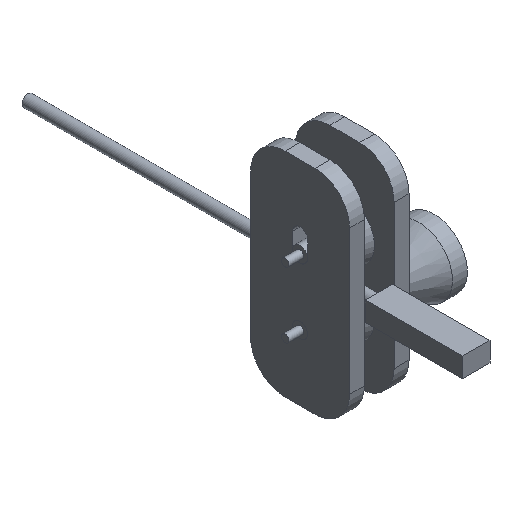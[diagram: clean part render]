
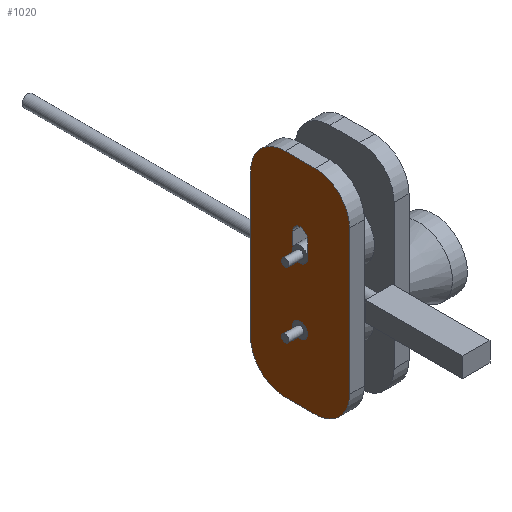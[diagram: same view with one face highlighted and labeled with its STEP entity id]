
A CAD part, isometric view. The second image highlights one B-rep face of the part: STEP entity #1020.
In plain terms, the highlighted planar face has unit normal (-1, 0, 0).
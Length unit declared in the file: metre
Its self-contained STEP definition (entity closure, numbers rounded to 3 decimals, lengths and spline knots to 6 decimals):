
#64=LINE('',#1662,#124);
#68=LINE('',#1671,#128);
#74=LINE('',#1685,#134);
#76=LINE('',#1689,#136);
#81=LINE('',#1704,#141);
#86=LINE('',#1723,#146);
#124=VECTOR('',#1303,1.);
#128=VECTOR('',#1309,1.);
#134=VECTOR('',#1317,1.);
#136=VECTOR('',#1321,1.);
#141=VECTOR('',#1334,1.);
#146=VECTOR('',#1353,1.);
#186=PLANE('',#1146);
#272=ORIENTED_EDGE('',*,*,#501,.T.);
#273=ORIENTED_EDGE('',*,*,#513,.T.);
#274=ORIENTED_EDGE('',*,*,#508,.F.);
#275=ORIENTED_EDGE('',*,*,#505,.T.);
#276=ORIENTED_EDGE('',*,*,#512,.T.);
#277=ORIENTED_EDGE('',*,*,#499,.F.);
#278=ORIENTED_EDGE('',*,*,#523,.T.);
#279=ORIENTED_EDGE('',*,*,#493,.F.);
#280=ORIENTED_EDGE('',*,*,#524,.T.);
#281=ORIENTED_EDGE('',*,*,#489,.T.);
#282=ORIENTED_EDGE('',*,*,#525,.T.);
#283=ORIENTED_EDGE('',*,*,#517,.T.);
#284=ORIENTED_EDGE('',*,*,#526,.T.);
#489=EDGE_CURVE('',#624,#625,#64,.T.);
#493=EDGE_CURVE('',#628,#629,#68,.T.);
#499=EDGE_CURVE('',#634,#635,#74,.T.);
#501=EDGE_CURVE('',#636,#637,#76,.T.);
#505=EDGE_CURVE('',#640,#636,#715,.T.);
#508=EDGE_CURVE('',#640,#642,#81,.T.);
#512=EDGE_CURVE('',#645,#645,#718,.T.);
#513=EDGE_CURVE('',#637,#642,#719,.T.);
#517=EDGE_CURVE('',#649,#648,#86,.T.);
#523=EDGE_CURVE('',#634,#629,#725,.F.);
#524=EDGE_CURVE('',#628,#624,#726,.F.);
#525=EDGE_CURVE('',#625,#649,#727,.F.);
#526=EDGE_CURVE('',#648,#635,#728,.F.);
#624=VERTEX_POINT('',#1663);
#625=VERTEX_POINT('',#1664);
#628=VERTEX_POINT('',#1672);
#629=VERTEX_POINT('',#1673);
#634=VERTEX_POINT('',#1684);
#635=VERTEX_POINT('',#1686);
#636=VERTEX_POINT('',#1690);
#637=VERTEX_POINT('',#1691);
#640=VERTEX_POINT('',#1699);
#642=VERTEX_POINT('',#1705);
#645=VERTEX_POINT('',#1713);
#648=VERTEX_POINT('',#1722);
#649=VERTEX_POINT('',#1724);
#715=CIRCLE('',#1131,0.003175);
#718=CIRCLE('',#1136,0.003175);
#719=CIRCLE('',#1138,0.003175);
#725=CIRCLE('',#1147,0.014727);
#726=CIRCLE('',#1148,0.014727);
#727=CIRCLE('',#1149,0.014727);
#728=CIRCLE('',#1150,0.014727);
#815=EDGE_LOOP('',(#272,#273,#274,#275));
#816=EDGE_LOOP('',(#276));
#817=EDGE_LOOP('',(#277,#278,#279,#280,#281,#282,#283,#284));
#901=FACE_BOUND('',#815,.T.);
#902=FACE_BOUND('',#816,.T.);
#903=FACE_BOUND('',#817,.T.);
#1020=ADVANCED_FACE('',(#901,#902,#903),#186,.F.);
#1131=AXIS2_PLACEMENT_3D('',#1698,#1327,#1328);
#1136=AXIS2_PLACEMENT_3D('',#1712,#1341,#1342);
#1138=AXIS2_PLACEMENT_3D('',#1715,#1345,#1346);
#1146=AXIS2_PLACEMENT_3D('',#1731,#1365,#1366);
#1147=AXIS2_PLACEMENT_3D('',#1732,#1367,#1368);
#1148=AXIS2_PLACEMENT_3D('',#1733,#1369,#1370);
#1149=AXIS2_PLACEMENT_3D('',#1734,#1371,#1372);
#1150=AXIS2_PLACEMENT_3D('',#1735,#1373,#1374);
#1303=DIRECTION('',(0.,1.,0.));
#1309=DIRECTION('',(0.,0.,-1.));
#1317=DIRECTION('',(0.,1.,0.));
#1321=DIRECTION('',(0.,0.,-1.));
#1327=DIRECTION('',(1.,0.,0.));
#1328=DIRECTION('',(0.,0.,-1.));
#1334=DIRECTION('',(0.,0.,-1.));
#1341=DIRECTION('',(1.,0.,0.));
#1342=DIRECTION('',(0.,0.,-1.));
#1345=DIRECTION('',(1.,0.,0.));
#1346=DIRECTION('',(0.,0.,-1.));
#1353=DIRECTION('',(0.,0.,-1.));
#1365=DIRECTION('',(1.,0.,0.));
#1366=DIRECTION('',(0.,1.,0.));
#1367=DIRECTION('',(1.,0.,0.));
#1368=DIRECTION('',(0.,0.,-1.));
#1369=DIRECTION('',(1.,0.,0.));
#1370=DIRECTION('',(0.,0.,-1.));
#1371=DIRECTION('',(1.,0.,0.));
#1372=DIRECTION('',(0.,0.,-1.));
#1373=DIRECTION('',(1.,0.,0.));
#1374=DIRECTION('',(0.,0.,-1.));
#1662=CARTESIAN_POINT('',(0.,0.,0.045468));
#1663=CARTESIAN_POINT('',(0.,-0.006382,0.045468));
#1664=CARTESIAN_POINT('',(0.,0.006382,0.045468));
#1671=CARTESIAN_POINT('',(0.,-0.021108,0.));
#1672=CARTESIAN_POINT('',(0.,-0.021108,0.030742));
#1673=CARTESIAN_POINT('',(0.,-0.021108,-0.030742));
#1684=CARTESIAN_POINT('',(0.,-0.006382,-0.045468));
#1685=CARTESIAN_POINT('',(0.,0.,-0.045468));
#1686=CARTESIAN_POINT('',(0.,0.006382,-0.045468));
#1689=CARTESIAN_POINT('',(0.,-0.003175,0.01394));
#1690=CARTESIAN_POINT('',(0.,-0.003175,0.01745));
#1691=CARTESIAN_POINT('',(0.,-0.003175,0.01043));
#1698=CARTESIAN_POINT('',(0.,0.,0.01745));
#1699=CARTESIAN_POINT('',(0.,0.003175,0.01745));
#1704=CARTESIAN_POINT('',(0.,0.003175,0.01394));
#1705=CARTESIAN_POINT('',(0.,0.003175,0.01043));
#1712=CARTESIAN_POINT('',(0.,0.,-0.01745));
#1713=CARTESIAN_POINT('',(0.,0.,-0.020625));
#1715=CARTESIAN_POINT('',(0.,0.,0.01043));
#1722=CARTESIAN_POINT('',(0.,0.021108,-0.030742));
#1723=CARTESIAN_POINT('',(0.,0.021108,0.));
#1724=CARTESIAN_POINT('',(0.,0.021108,0.030742));
#1731=CARTESIAN_POINT('',(0.,0.,0.));
#1732=CARTESIAN_POINT('',(0.,-0.006382,-0.030742));
#1733=CARTESIAN_POINT('',(0.,-0.006382,0.030742));
#1734=CARTESIAN_POINT('',(0.,0.006382,0.030742));
#1735=CARTESIAN_POINT('',(0.,0.006382,-0.030742));
